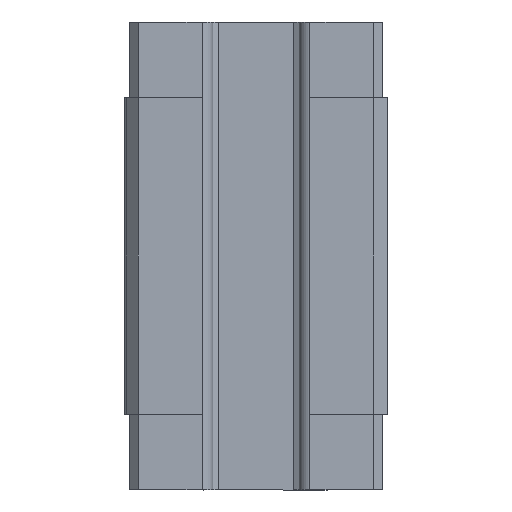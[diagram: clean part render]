
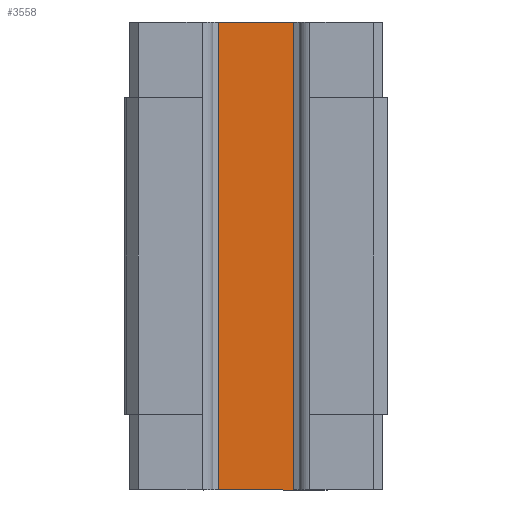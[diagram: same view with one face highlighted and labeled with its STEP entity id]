
A CAD part, front view. The second image highlights one B-rep face of the part: STEP entity #3558.
In plain terms, the highlighted planar face has unit normal (0, -1, 0).
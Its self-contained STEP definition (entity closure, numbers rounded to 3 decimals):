
#366 = CARTESIAN_POINT ( 'NONE',  ( -10.041, -11.45, -42.8 ) ) ;
#368 = CARTESIAN_POINT ( 'NONE',  ( 10.041, -11.45, -42.8 ) ) ;
#378 = CARTESIAN_POINT ( 'NONE',  ( 10.041, -11.45, 42.8 ) ) ;
#762 = CARTESIAN_POINT ( 'NONE',  ( -10.041, -11.45, 42.8 ) ) ;
#1534 = VERTEX_POINT ( 'NONE', #366 ) ;
#1537 = VERTEX_POINT ( 'NONE', #368 ) ;
#1551 = VERTEX_POINT ( 'NONE', #762 ) ;
#1552 = VERTEX_POINT ( 'NONE', #378 ) ;
#2676 = EDGE_LOOP ( 'NONE', ( #5080, #5081, #5082, #5083 ) ) ;
#3558 = ADVANCED_FACE ( 'NONE', ( #9422 ), #8975, .F. ) ;
#4479 = EDGE_CURVE ( 'NONE', #1537, #1534, #10440, .T. ) ;
#4506 = EDGE_CURVE ( 'NONE', #1537, #1552, #10484, .T. ) ;
#4513 = EDGE_CURVE ( 'NONE', #1534, #1551, #10497, .T. ) ;
#4515 = EDGE_CURVE ( 'NONE', #1551, #1552, #10494, .T. ) ;
#5080 = ORIENTED_EDGE ( 'NONE', *, *, #4479, .F. ) ;
#5081 = ORIENTED_EDGE ( 'NONE', *, *, #4506, .T. ) ;
#5082 = ORIENTED_EDGE ( 'NONE', *, *, #4515, .F. ) ;
#5083 = ORIENTED_EDGE ( 'NONE', *, *, #4513, .F. ) ;
#8975 = PLANE ( 'NONE',  #9908 ) ;
#8978 = CARTESIAN_POINT ( 'NONE',  ( 10.041, -11.45, 51.36 ) ) ;
#8987 = DIRECTION ( 'NONE',  ( 0., 1., 0. ) ) ;
#8988 = DIRECTION ( 'NONE',  ( 0., 0., 1. ) ) ;
#9422 = FACE_OUTER_BOUND ( 'NONE', #2676, .T. ) ;
#9908 = AXIS2_PLACEMENT_3D ( 'NONE', #8978, #8987, #8988 ) ;
#10262 = CARTESIAN_POINT ( 'NONE',  ( 10.041, -11.45, -42.8 ) ) ;
#10263 = DIRECTION ( 'NONE',  ( -1., 0., 0. ) ) ;
#10325 = CARTESIAN_POINT ( 'NONE',  ( 10.041, -11.45, 51.36 ) ) ;
#10326 = DIRECTION ( 'NONE',  ( 0., 0., 1. ) ) ;
#10340 = CARTESIAN_POINT ( 'NONE',  ( -10.041, -11.45, 51.36 ) ) ;
#10341 = DIRECTION ( 'NONE',  ( 0., 0., 1. ) ) ;
#10345 = CARTESIAN_POINT ( 'NONE',  ( 0., -11.45, 42.8 ) ) ;
#10346 = DIRECTION ( 'NONE',  ( 1., 0., 0. ) ) ;
#10440 = LINE ( 'NONE', #10262, #10441 ) ;
#10441 = VECTOR ( 'NONE', #10263, 1000. ) ;
#10484 = LINE ( 'NONE', #10325, #10485 ) ;
#10485 = VECTOR ( 'NONE', #10326, 1000. ) ;
#10494 = LINE ( 'NONE', #10345, #10495 ) ;
#10495 = VECTOR ( 'NONE', #10346, 1000. ) ;
#10497 = LINE ( 'NONE', #10340, #10498 ) ;
#10498 = VECTOR ( 'NONE', #10341, 1000. ) ;
